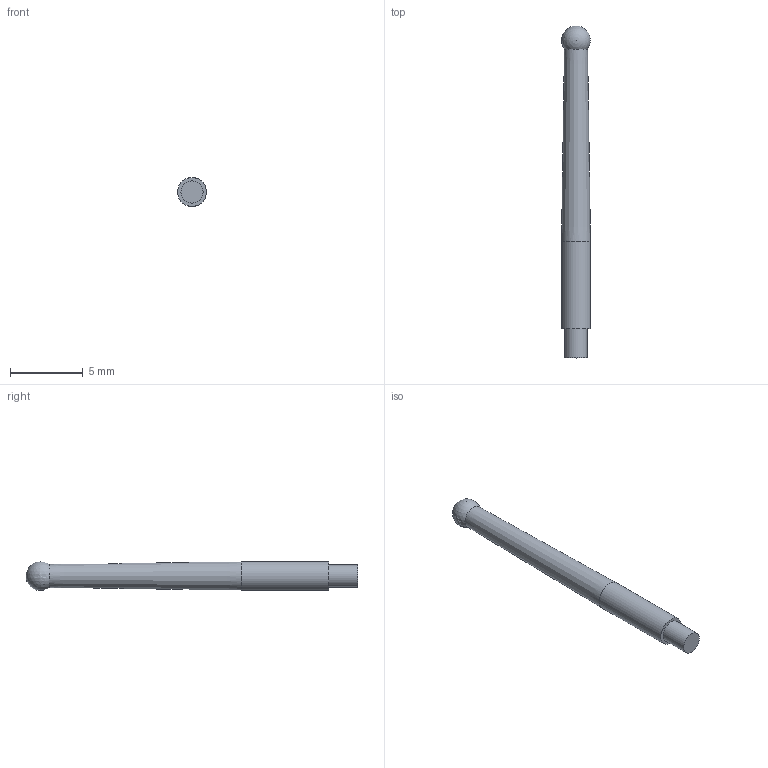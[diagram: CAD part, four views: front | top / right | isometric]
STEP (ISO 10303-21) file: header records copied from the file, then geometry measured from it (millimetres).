
FILE_DESCRIPTION(/* description */ (''),/* implementation_level */ '2;1');
FILE_NAME(/* name */ 'Probe Tip 2mm M1.6_v5.step',/* time_stamp */ '2023-03-04T11:19:43-05:00',/* author */ (''),/* organization */ (''),/* preprocessor_version */ 'ST-DEVELOPER v19.2',/* originating_system */ 'Autodesk Translation Framework v11.17.0.187',/* authorisation */ '');
FILE_SCHEMA (('AUTOMOTIVE_DESIGN { 1 0 10303 214 3 1 1 }'));
Length unit declared in the file: millimetre
Products named in the file (4): Probe Tip 2mm M1.6; Shank; Thread; Ball
Assembly tree (3 placements, depth 2):
  Probe Tip 2mm M1.6
    Shank
    Thread
    Ball
Bounding box: 2 x 22.89 x 2 mm (x, y, z)
Volume: 60.3 mm3; surface area: 144.5 mm2
Topology: 3 solids, 3 shells, 8 faces, 11 edges, 7 vertices
Faces by surface type: plane 3, sphere 2, cylinder 2, cone 1
Full cylindrical faces by diameter (mm): 1.538 x1, 2 x1
Entity records: 296 total; most frequent: DIRECTION 47, CARTESIAN_POINT 32, AXIS2_PLACEMENT_3D 22, ORIENTED_EDGE 18, EDGE_CURVE 9, FACE_OUTER_BOUND 8, EDGE_LOOP 8, ADVANCED_FACE 8
